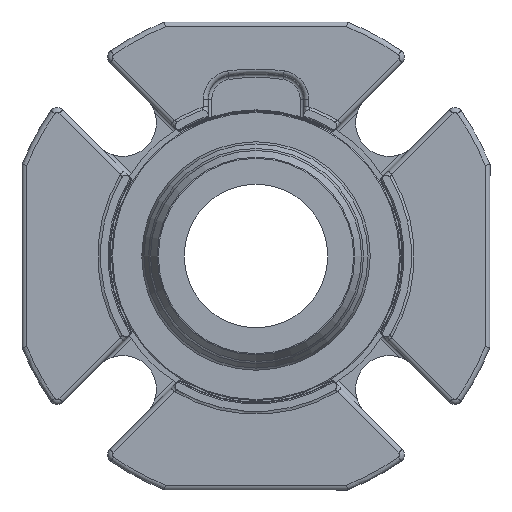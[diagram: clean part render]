
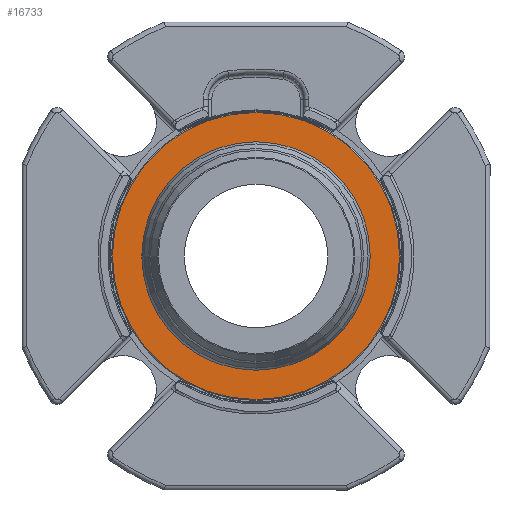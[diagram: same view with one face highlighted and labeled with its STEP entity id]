
A CAD part, left-side view. The second image highlights one B-rep face of the part: STEP entity #16733.
In plain terms, the highlighted planar face has unit normal (-1, 0, 0).
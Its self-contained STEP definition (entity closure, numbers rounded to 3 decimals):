
#3352=PLANE('',#18525);
#8238=ORIENTED_EDGE('',*,*,#10727,.F.);
#8239=ORIENTED_EDGE('',*,*,#10726,.F.);
#10726=EDGE_CURVE('',#12269,#12269,#13149,.T.);
#10727=EDGE_CURVE('',#12270,#12270,#13150,.F.);
#12269=VERTEX_POINT('',#32740);
#12270=VERTEX_POINT('',#32743);
#13149=CIRCLE('',#18524,30.);
#13150=CIRCLE('',#18526,23.876);
#14238=EDGE_LOOP('',(#8238));
#14239=EDGE_LOOP('',(#8239));
#15352=FACE_BOUND('',#14238,.T.);
#15353=FACE_BOUND('',#14239,.T.);
#16733=ADVANCED_FACE('',(#15352,#15353),#3352,.F.);
#18524=AXIS2_PLACEMENT_3D('',#32739,#23175,#23176);
#18525=AXIS2_PLACEMENT_3D('',#32741,#23177,#23178);
#18526=AXIS2_PLACEMENT_3D('',#32742,#23179,#23180);
#23175=DIRECTION('',(1.,0.,0.));
#23176=DIRECTION('',(0.,-1.,0.));
#23177=DIRECTION('',(1.,0.,0.));
#23178=DIRECTION('',(0.,-1.,0.));
#23179=DIRECTION('',(1.,0.,0.));
#23180=DIRECTION('',(0.,0.,-1.));
#32739=CARTESIAN_POINT('',(3.505,0.,0.));
#32740=CARTESIAN_POINT('',(3.505,-30.,0.));
#32741=CARTESIAN_POINT('',(3.505,-24.,0.));
#32742=CARTESIAN_POINT('',(3.505,0.,0.));
#32743=CARTESIAN_POINT('',(3.505,0.,-23.876));
